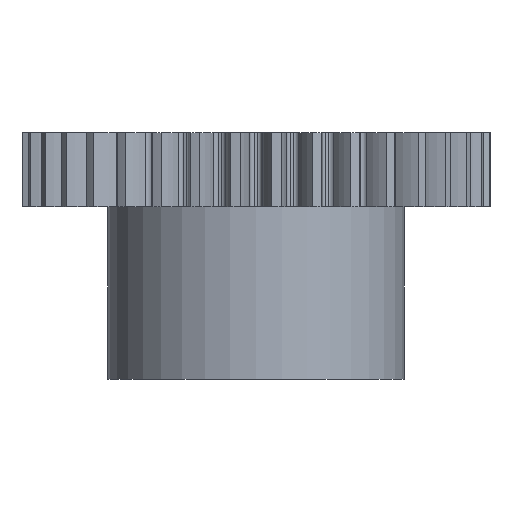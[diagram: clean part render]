
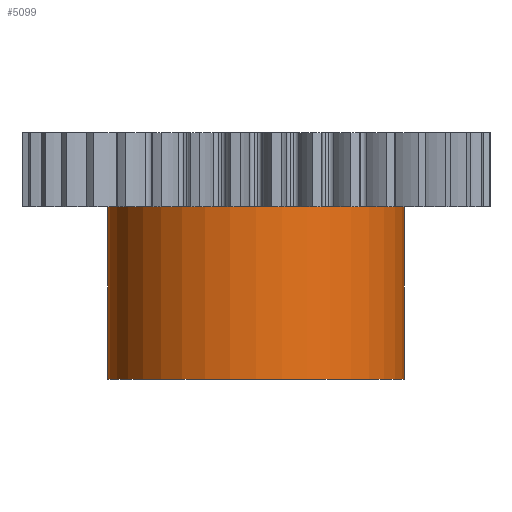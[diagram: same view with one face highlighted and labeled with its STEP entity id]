
A CAD part, front view. The second image highlights one B-rep face of the part: STEP entity #5099.
In plain terms, the highlighted cylindrical face has radius 6 mm (diameter 12 mm), a partial arc.
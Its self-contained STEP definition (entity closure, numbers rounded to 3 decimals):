
#1648 = DIRECTION ( 'NONE',  ( 1., 0., 0. ) ) ;
#1649 = DIRECTION ( 'NONE',  ( 0., 0., 1. ) ) ;
#1650 = CARTESIAN_POINT ( 'NONE',  ( 0., 0., -7. ) ) ;
#1651 = AXIS2_PLACEMENT_3D ( 'NONE', #1650, #1649, #1648 ) ;
#1709 = CYLINDRICAL_SURFACE ( 'NONE', #1651, 6. ) ;
#1713 = FACE_OUTER_BOUND ( 'NONE', #5096, .T. ) ;
#1777 = DIRECTION ( 'NONE',  ( 1., 0., 0. ) ) ;
#1778 = DIRECTION ( 'NONE',  ( 0., 0., 1. ) ) ;
#1779 = CARTESIAN_POINT ( 'NONE',  ( 0., 0., -7. ) ) ;
#1780 = AXIS2_PLACEMENT_3D ( 'NONE', #1779, #1778, #1777 ) ;
#1781 = CIRCLE ( 'NONE', #1780, 6. ) ;
#2534 = EDGE_CURVE ( 'NONE', #2889, #2892, #6019, .T. ) ;
#2538 = VERTEX_POINT ( 'NONE', #6137 ) ;
#2544 = EDGE_CURVE ( 'NONE', #2553, #2538, #6062, .T. ) ;
#2553 = VERTEX_POINT ( 'NONE', #5958 ) ;
#2889 = VERTEX_POINT ( 'NONE', #6500 ) ;
#2892 = VERTEX_POINT ( 'NONE', #6181 ) ;
#2972 = EDGE_CURVE ( 'NONE', #2892, #2538, #6992, .T. ) ;
#5051 = ORIENTED_EDGE ( 'NONE', *, *, #5062, .T. ) ;
#5062 = EDGE_CURVE ( 'NONE', #2889, #2553, #1781, .T. ) ;
#5071 = ORIENTED_EDGE ( 'NONE', *, *, #2544, .T. ) ;
#5073 = ORIENTED_EDGE ( 'NONE', *, *, #2972, .F. ) ;
#5096 = EDGE_LOOP ( 'NONE', ( #5107, #5051, #5071, #5073 ) ) ;
#5099 = ADVANCED_FACE ( 'NONE', ( #1713 ), #1709, .T. ) ;
#5107 = ORIENTED_EDGE ( 'NONE', *, *, #2534, .F. ) ;
#5958 = CARTESIAN_POINT ( 'NONE',  ( 6., 0., -7. ) ) ;
#6016 = DIRECTION ( 'NONE',  ( 0., 0., 1. ) ) ;
#6017 = VECTOR ( 'NONE', #6016, 1000. ) ;
#6018 = CARTESIAN_POINT ( 'NONE',  ( -6., 0., -7. ) ) ;
#6019 = LINE ( 'NONE', #6018, #6017 ) ;
#6056 = DIRECTION ( 'NONE',  ( 0., 0., 1. ) ) ;
#6060 = VECTOR ( 'NONE', #6056, 1000. ) ;
#6061 = CARTESIAN_POINT ( 'NONE',  ( 6., 0., -7. ) ) ;
#6062 = LINE ( 'NONE', #6061, #6060 ) ;
#6137 = CARTESIAN_POINT ( 'NONE',  ( 6., 0., 0. ) ) ;
#6181 = CARTESIAN_POINT ( 'NONE',  ( -6., 0., 0. ) ) ;
#6500 = CARTESIAN_POINT ( 'NONE',  ( -6., 0., -7. ) ) ;
#6971 = DIRECTION ( 'NONE',  ( 1., 0., 0. ) ) ;
#6972 = DIRECTION ( 'NONE',  ( 0., 0., 1. ) ) ;
#6973 = CARTESIAN_POINT ( 'NONE',  ( 0., 0., 0. ) ) ;
#6974 = AXIS2_PLACEMENT_3D ( 'NONE', #6973, #6972, #6971 ) ;
#6992 = CIRCLE ( 'NONE', #6974, 6. ) ;
